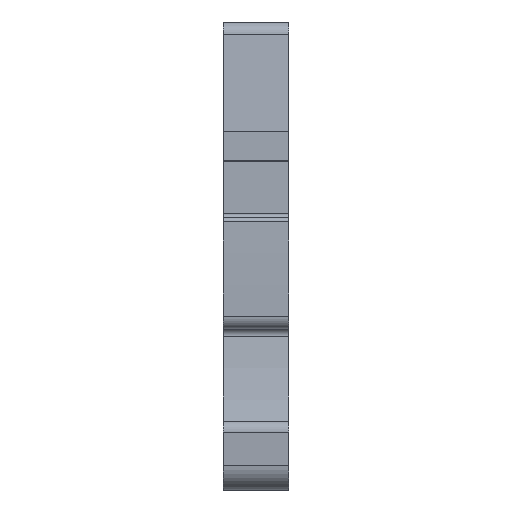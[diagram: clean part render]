
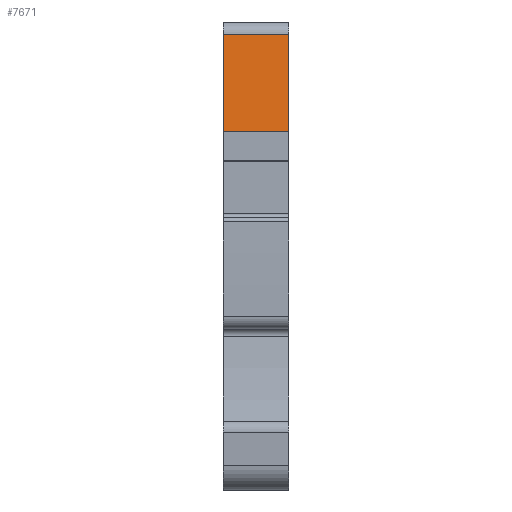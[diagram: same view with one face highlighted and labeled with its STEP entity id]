
A CAD part, front view. The second image highlights one B-rep face of the part: STEP entity #7671.
In plain terms, the highlighted planar face has unit normal (0, -0.996, 0.087).
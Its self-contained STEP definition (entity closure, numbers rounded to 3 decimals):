
#7651=AXIS2_PLACEMENT_3D('Plane Axis2P3D',#7648,#7649,#7650) ;
#1506=CARTESIAN_POINT('Vertex',(5.1,2.594,35.237)) ;
#1509=CARTESIAN_POINT('Line Origine',(5.1,2.265,31.469)) ;
#1513=CARTESIAN_POINT('Vertex',(5.1,1.935,27.7)) ;
#7633=CARTESIAN_POINT('Vertex',(0.,2.594,35.237)) ;
#7636=CARTESIAN_POINT('Line Origine',(2.55,2.594,35.237)) ;
#7648=CARTESIAN_POINT('Axis2P3D Location',(2.8,1.935,27.7)) ;
#7653=CARTESIAN_POINT('Line Origine',(2.55,1.935,27.7)) ;
#7657=CARTESIAN_POINT('Vertex',(0.,1.935,27.7)) ;
#7660=CARTESIAN_POINT('Line Origine',(0.,2.265,31.469)) ;
#1510=DIRECTION('Vector Direction',(0.,0.087,0.996)) ;
#7637=DIRECTION('Vector Direction',(1.,0.,0.)) ;
#7649=DIRECTION('Axis2P3D Direction',(0.,-0.996,0.087)) ;
#7650=DIRECTION('Axis2P3D XDirection',(0.,0.087,0.996)) ;
#7654=DIRECTION('Vector Direction',(-1.,0.,0.)) ;
#7661=DIRECTION('Vector Direction',(0.,0.087,0.996)) ;
#1511=VECTOR('Line Direction',#1510,1.) ;
#7638=VECTOR('Line Direction',#7637,1.) ;
#7655=VECTOR('Line Direction',#7654,1.) ;
#7662=VECTOR('Line Direction',#7661,1.) ;
#7666=ORIENTED_EDGE('',*,*,#7659,.F.) ;
#7667=ORIENTED_EDGE('',*,*,#1515,.T.) ;
#7668=ORIENTED_EDGE('',*,*,#7640,.T.) ;
#7669=ORIENTED_EDGE('',*,*,#7664,.F.) ;
#7671=ADVANCED_FACE('MLD',(#7670),#7652,.T.) ;
#1515=EDGE_CURVE('',#1514,#1507,#1512,.T.) ;
#7640=EDGE_CURVE('',#1507,#7634,#7639,.F.) ;
#7659=EDGE_CURVE('',#1514,#7658,#7656,.T.) ;
#7664=EDGE_CURVE('',#7658,#7634,#7663,.T.) ;
#7665=EDGE_LOOP('',(#7666,#7667,#7668,#7669)) ;
#7670=FACE_OUTER_BOUND('',#7665,.T.) ;
#1512=LINE('Line',#1509,#1511) ;
#7639=LINE('Line',#7636,#7638) ;
#7656=LINE('Line',#7653,#7655) ;
#7663=LINE('Line',#7660,#7662) ;
#7652=PLANE('',#7651) ;
#1507=VERTEX_POINT('',#1506) ;
#1514=VERTEX_POINT('',#1513) ;
#7634=VERTEX_POINT('',#7633) ;
#7658=VERTEX_POINT('',#7657) ;
